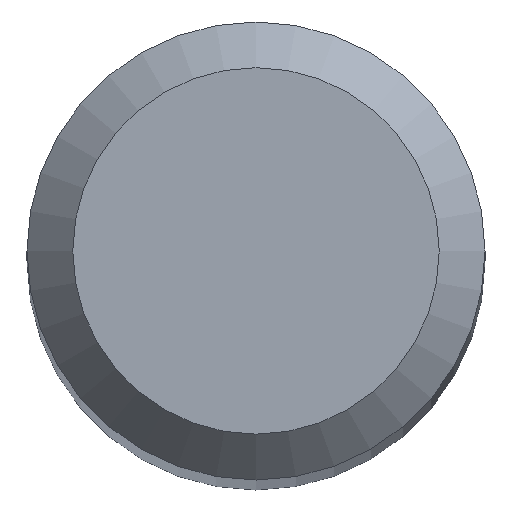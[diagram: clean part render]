
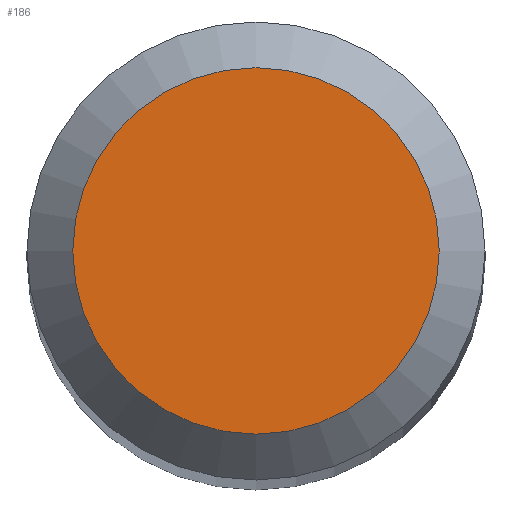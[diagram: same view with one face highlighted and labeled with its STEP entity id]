
A CAD part, top view. The second image highlights one B-rep face of the part: STEP entity #186.
In plain terms, the highlighted planar face has unit normal (0, 0, 1).
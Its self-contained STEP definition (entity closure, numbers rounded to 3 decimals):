
#16 = CARTESIAN_POINT ( 'NONE',  ( 0., 0., 32. ) ) ;
#49 = VERTEX_POINT ( 'NONE', #268 ) ;
#66 = PLANE ( 'NONE',  #144 ) ;
#122 = DIRECTION ( 'NONE',  ( 0., 0., -1. ) ) ;
#144 = AXIS2_PLACEMENT_3D ( 'NONE', #169, #146, #213 ) ;
#145 = EDGE_CURVE ( 'NONE', #49, #49, #154, .T. ) ;
#146 = DIRECTION ( 'NONE',  ( 0., 0., -1. ) ) ;
#154 = CIRCLE ( 'NONE', #229, 0.8 ) ;
#169 = CARTESIAN_POINT ( 'NONE',  ( 0., 0., 32. ) ) ;
#186 = ADVANCED_FACE ( 'NONE', ( #238 ), #66, .F. ) ;
#198 = DIRECTION ( 'NONE',  ( 0., 1., 0. ) ) ;
#213 = DIRECTION ( 'NONE',  ( 0., 1., 0. ) ) ;
#229 = AXIS2_PLACEMENT_3D ( 'NONE', #16, #122, #198 ) ;
#231 = ORIENTED_EDGE ( 'NONE', *, *, #145, .F. ) ;
#238 = FACE_OUTER_BOUND ( 'NONE', #283, .T. ) ;
#268 = CARTESIAN_POINT ( 'NONE',  ( 0., 0.8, 32. ) ) ;
#283 = EDGE_LOOP ( 'NONE', ( #231 ) ) ;
